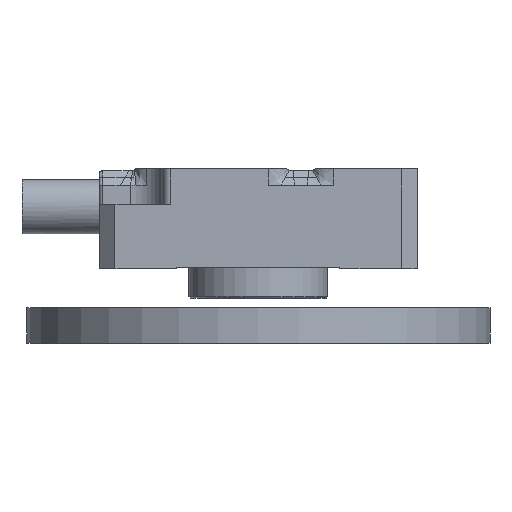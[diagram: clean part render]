
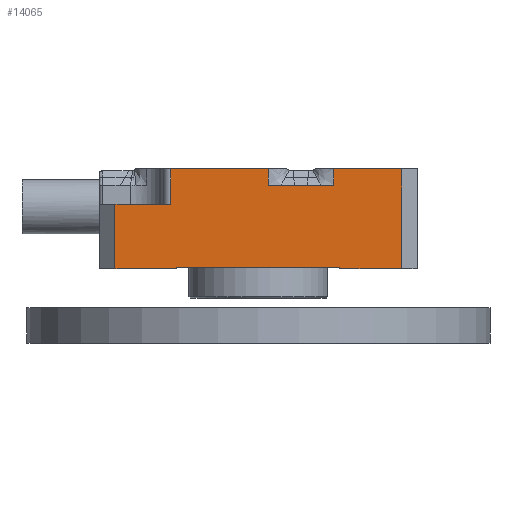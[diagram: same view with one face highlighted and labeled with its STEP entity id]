
A CAD part, left-side view. The second image highlights one B-rep face of the part: STEP entity #14065.
In plain terms, the highlighted planar face has unit normal (-1, 0, 0).
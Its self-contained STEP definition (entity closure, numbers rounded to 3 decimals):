
#328=LINE('',#55180,#4251);
#365=LINE('',#55288,#4288);
#375=LINE('',#55314,#4298);
#389=LINE('',#55358,#4312);
#408=LINE('',#55422,#4331);
#409=LINE('',#55424,#4332);
#410=LINE('',#55426,#4333);
#411=LINE('',#55428,#4334);
#412=LINE('',#55430,#4335);
#413=LINE('',#55432,#4336);
#414=LINE('',#55434,#4337);
#415=LINE('',#55435,#4338);
#416=LINE('',#55437,#4339);
#417=LINE('',#55439,#4340);
#418=LINE('',#55440,#4341);
#419=LINE('',#55442,#4342);
#420=LINE('',#55444,#4343);
#421=LINE('',#55446,#4344);
#4251=VECTOR('',#45881,1.);
#4288=VECTOR('',#45952,1.);
#4298=VECTOR('',#45972,1.);
#4312=VECTOR('',#46016,1.);
#4331=VECTOR('',#46057,1.);
#4332=VECTOR('',#46058,1.);
#4333=VECTOR('',#46059,1.);
#4334=VECTOR('',#46060,1.);
#4335=VECTOR('',#46061,1.);
#4336=VECTOR('',#46062,1.);
#4337=VECTOR('',#46063,1.);
#4338=VECTOR('',#46064,1.);
#4339=VECTOR('',#46065,1.);
#4340=VECTOR('',#46066,1.);
#4341=VECTOR('',#46067,1.);
#4342=VECTOR('',#46068,1.);
#4343=VECTOR('',#46069,1.);
#4344=VECTOR('',#46070,1.);
#12034=FACE_OUTER_BOUND('',#19410,.T.);
#14065=ADVANCED_FACE('',(#12034),#16140,.T.);
#16140=PLANE('',#43236);
#19410=EDGE_LOOP('',(#21919,#21920,#21921,#21922,#21923,#21924,#21925,#21926,
#21927,#21928,#21929,#21930,#21931,#21932,#21933,#21934,#21935,#21936));
#21919=ORIENTED_EDGE('',*,*,#37086,.T.);
#21920=ORIENTED_EDGE('',*,*,#37087,.T.);
#21921=ORIENTED_EDGE('',*,*,#37088,.F.);
#21922=ORIENTED_EDGE('',*,*,#37089,.F.);
#21923=ORIENTED_EDGE('',*,*,#37090,.F.);
#21924=ORIENTED_EDGE('',*,*,#37091,.F.);
#21925=ORIENTED_EDGE('',*,*,#37092,.F.);
#21926=ORIENTED_EDGE('',*,*,#36972,.T.);
#21927=ORIENTED_EDGE('',*,*,#37093,.T.);
#21928=ORIENTED_EDGE('',*,*,#37094,.F.);
#21929=ORIENTED_EDGE('',*,*,#37095,.T.);
#21930=ORIENTED_EDGE('',*,*,#37057,.T.);
#21931=ORIENTED_EDGE('',*,*,#37036,.T.);
#21932=ORIENTED_EDGE('',*,*,#37096,.F.);
#21933=ORIENTED_EDGE('',*,*,#37097,.F.);
#21934=ORIENTED_EDGE('',*,*,#37098,.T.);
#21935=ORIENTED_EDGE('',*,*,#37099,.T.);
#21936=ORIENTED_EDGE('',*,*,#37023,.T.);
#33171=VERTEX_POINT('',#55179);
#33172=VERTEX_POINT('',#55181);
#33216=VERTEX_POINT('',#55287);
#33217=VERTEX_POINT('',#55289);
#33224=VERTEX_POINT('',#55308);
#33227=VERTEX_POINT('',#55313);
#33243=VERTEX_POINT('',#55359);
#33268=VERTEX_POINT('',#55423);
#33269=VERTEX_POINT('',#55425);
#33270=VERTEX_POINT('',#55427);
#33271=VERTEX_POINT('',#55429);
#33272=VERTEX_POINT('',#55431);
#33273=VERTEX_POINT('',#55433);
#33274=VERTEX_POINT('',#55436);
#33275=VERTEX_POINT('',#55438);
#33276=VERTEX_POINT('',#55441);
#33277=VERTEX_POINT('',#55443);
#33278=VERTEX_POINT('',#55445);
#36972=EDGE_CURVE('',#33172,#33171,#328,.T.);
#37023=EDGE_CURVE('',#33217,#33216,#365,.T.);
#37036=EDGE_CURVE('',#33224,#33227,#375,.T.);
#37057=EDGE_CURVE('',#33243,#33224,#389,.T.);
#37086=EDGE_CURVE('',#33216,#33268,#408,.T.);
#37087=EDGE_CURVE('',#33268,#33269,#409,.T.);
#37088=EDGE_CURVE('',#33270,#33269,#410,.T.);
#37089=EDGE_CURVE('',#33271,#33270,#411,.T.);
#37090=EDGE_CURVE('',#33272,#33271,#412,.T.);
#37091=EDGE_CURVE('',#33273,#33272,#413,.T.);
#37092=EDGE_CURVE('',#33172,#33273,#414,.T.);
#37093=EDGE_CURVE('',#33171,#33274,#415,.T.);
#37094=EDGE_CURVE('',#33275,#33274,#416,.T.);
#37095=EDGE_CURVE('',#33275,#33243,#417,.T.);
#37096=EDGE_CURVE('',#33276,#33227,#418,.T.);
#37097=EDGE_CURVE('',#33277,#33276,#419,.T.);
#37098=EDGE_CURVE('',#33277,#33278,#420,.T.);
#37099=EDGE_CURVE('',#33278,#33217,#421,.T.);
#43236=AXIS2_PLACEMENT_3D('',#55447,#46071,#46072);
#45881=DIRECTION('',(0.,1.,0.));
#45952=DIRECTION('',(0.,1.,0.));
#45972=DIRECTION('',(0.,0.,1.));
#46016=DIRECTION('',(0.,-1.,0.));
#46057=DIRECTION('',(0.,0.,-1.));
#46058=DIRECTION('',(0.,1.,0.));
#46059=DIRECTION('',(0.,-1.,0.));
#46060=DIRECTION('',(0.,-1.,0.));
#46061=DIRECTION('',(0.,-1.,0.));
#46062=DIRECTION('',(0.,-1.,0.));
#46063=DIRECTION('',(0.,0.,-1.));
#46064=DIRECTION('',(0.,0.,-1.));
#46065=DIRECTION('',(0.,-1.,0.));
#46066=DIRECTION('',(0.,0.,-1.));
#46067=DIRECTION('',(0.,1.,0.));
#46068=DIRECTION('',(0.,0.,1.));
#46069=DIRECTION('',(0.,-1.,0.));
#46070=DIRECTION('',(0.,0.,1.));
#46071=DIRECTION('',(-1.,0.,0.));
#46072=DIRECTION('',(0.,0.,1.));
#55179=CARTESIAN_POINT('',(0.,15.9,6.45));
#55180=CARTESIAN_POINT('',(0.,10.25,6.45));
#55181=CARTESIAN_POINT('',(0.,9.625,6.45));
#55287=CARTESIAN_POINT('',(0.,5.375,6.45));
#55288=CARTESIAN_POINT('',(0.,10.25,6.45));
#55289=CARTESIAN_POINT('',(0.,1.,6.45));
#55308=CARTESIAN_POINT('',(0.,15.5,0.));
#55313=CARTESIAN_POINT('',(0.,15.5,0.1));
#55314=CARTESIAN_POINT('',(0.,15.5,0.1));
#55358=CARTESIAN_POINT('',(0.,10.25,0.));
#55359=CARTESIAN_POINT('',(0.,19.5,0.));
#55422=CARTESIAN_POINT('',(0.,5.375,5.4));
#55423=CARTESIAN_POINT('',(0.,5.375,5.4));
#55424=CARTESIAN_POINT('',(0.,5.375,5.4));
#55425=CARTESIAN_POINT('',(0.,6.225,5.4));
#55426=CARTESIAN_POINT('',(0.,9.625,5.4));
#55427=CARTESIAN_POINT('',(0.,7.075,5.4));
#55428=CARTESIAN_POINT('',(0.,9.625,5.4));
#55429=CARTESIAN_POINT('',(0.,7.925,5.4));
#55430=CARTESIAN_POINT('',(0.,9.625,5.4));
#55431=CARTESIAN_POINT('',(0.,8.775,5.4));
#55432=CARTESIAN_POINT('',(0.,9.625,5.4));
#55433=CARTESIAN_POINT('',(0.,9.625,5.4));
#55434=CARTESIAN_POINT('',(0.,9.625,5.4));
#55435=CARTESIAN_POINT('',(0.,15.9,4.15));
#55436=CARTESIAN_POINT('',(0.,15.9,4.15));
#55437=CARTESIAN_POINT('',(0.,20.5,4.15));
#55438=CARTESIAN_POINT('',(0.,19.5,4.15));
#55439=CARTESIAN_POINT('',(0.,19.5,0.));
#55440=CARTESIAN_POINT('',(0.,5.,0.1));
#55441=CARTESIAN_POINT('',(0.,5.,0.1));
#55442=CARTESIAN_POINT('',(0.,5.,0.1));
#55443=CARTESIAN_POINT('',(0.,5.,0.));
#55444=CARTESIAN_POINT('',(0.,10.25,0.));
#55445=CARTESIAN_POINT('',(0.,1.,0.));
#55446=CARTESIAN_POINT('',(0.,1.,0.));
#55447=CARTESIAN_POINT('',(0.,10.25,0.));
